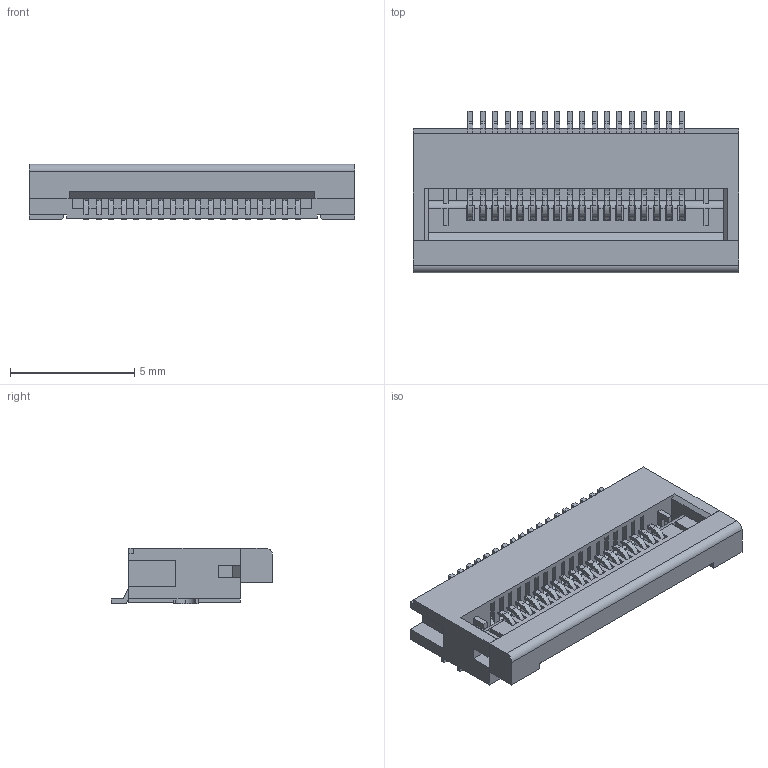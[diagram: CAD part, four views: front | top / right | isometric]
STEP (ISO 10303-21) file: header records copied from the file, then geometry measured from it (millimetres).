
FILE_DESCRIPTION(('STEP AP242'),'1');
FILE_NAME('687118149022.stp','2023-02-10T15:29:32',('TraceParts'),('TraceParts S.A.'),'Spatial InterOp 3D',' ',' ');
FILE_SCHEMA(('AP242_MANAGED_MODEL_BASED_3D_ENGINEERING_MIM_LF {1 0 10303 442 1 1 4}'));
Length unit declared in the file: millimetre
Products named in the file (1): 687118149022_1
Bounding box: 13.1 x 6.5 x 2.25 mm (x, y, z)
Volume: 114.6 mm3; surface area: 788.2 mm2
Topology: 22 solids, 22 shells, 1065 faces, 3247 edges, 2146 vertices
Faces by surface type: plane 766, cylinder 299
Entity records: 36579 total; most frequent: ORIENTED_EDGE 6494, CARTESIAN_POINT 6480, DIRECTION 6091, EDGE_CURVE 3247, LINE 2577, VECTOR 2577, VERTEX_POINT 2146, AXIS2_PLACEMENT_3D 1757
